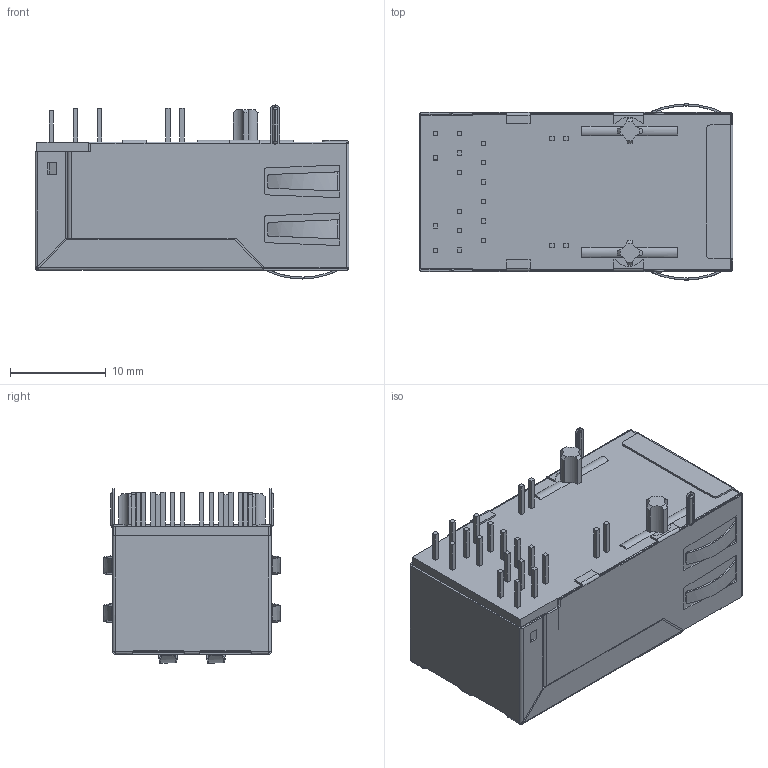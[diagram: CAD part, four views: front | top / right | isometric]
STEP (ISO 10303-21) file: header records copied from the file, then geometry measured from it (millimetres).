
FILE_DESCRIPTION(/* description */ ('Unknown'),/* implementation_level */ '2;1');
FILE_NAME(/* name */ '7499411122A',/* time_stamp */ '2021-11-29T14:46:23+01:00',/* author */ ('Unknown'),/* organization */ ('Unknown'),/* preprocessor_version */ 'ST-DEVELOPER v16.7',/* originating_system */ 'Unknown',/* authorisation */ ' ');
FILE_SCHEMA (('CONFIG_CONTROL_DESIGN'));
Length unit declared in the file: millimetre
Products named in the file (3): id3; Insulator; Shielding_1
Assembly tree (2 placements, depth 2):
  id3
    Insulator
    Shielding_1
Bounding box: 32.8 x 18.4 x 18.18 mm (x, y, z)
Volume: 6193.8 mm3; surface area: 6889.5 mm2
Topology: 2 solids, 2 shells, 896 faces, 2333 edges, 1484 vertices
Faces by surface type: plane 601, cylinder 197, bspline 62, torus 16, sphere 12, cone 8
Entity records: 35266 total; most frequent: CARTESIAN_POINT 7744, ORIENTED_EDGE 4638, DIRECTION 3929, EDGE_CURVE 2319, VERTEX_POINT 1484, LINE 1483, VECTOR 1483, AXIS2_PLACEMENT_3D 1223
